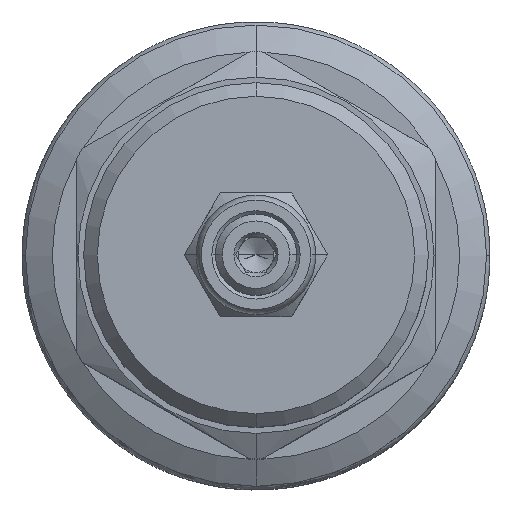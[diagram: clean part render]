
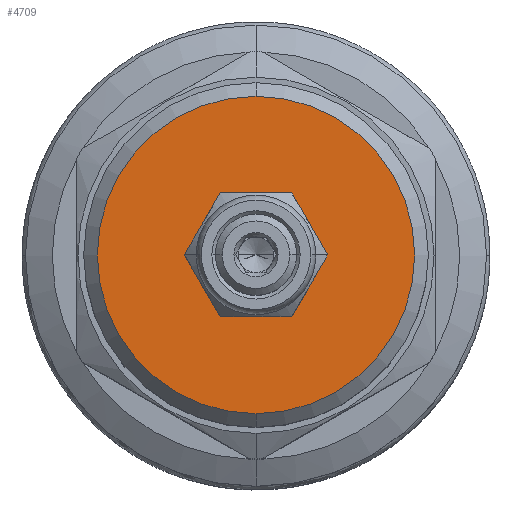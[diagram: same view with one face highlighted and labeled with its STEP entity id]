
A CAD part, top view. The second image highlights one B-rep face of the part: STEP entity #4709.
In plain terms, the highlighted planar face has unit normal (0, 0, 1).
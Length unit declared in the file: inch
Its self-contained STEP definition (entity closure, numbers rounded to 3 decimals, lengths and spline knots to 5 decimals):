
#1266=CARTESIAN_POINT('',(0.,0.,6.47));
#1267=DIRECTION('',(0.,0.,1.));
#1268=DIRECTION('',(0.,-1.,0.));
#1269=AXIS2_PLACEMENT_3D('',#1266,#1267,#1268);
#1284=CARTESIAN_POINT('',(0.,0.,6.47));
#1285=DIRECTION('',(0.,0.,1.));
#1286=DIRECTION('',(-1.,0.,0.));
#1287=AXIS2_PLACEMENT_3D('',#1284,#1285,#1286);
#1289=CARTESIAN_POINT('',(0.,0.,6.47));
#1290=DIRECTION('',(0.,0.,1.));
#1291=DIRECTION('',(1.,0.,0.));
#1292=AXIS2_PLACEMENT_3D('',#1289,#1290,#1291);
#1294=CARTESIAN_POINT('',(0.,0.,6.47));
#1295=DIRECTION('',(0.,0.,1.));
#1296=DIRECTION('',(0.,1.,0.));
#1297=AXIS2_PLACEMENT_3D('',#1294,#1295,#1296);
#2577=CARTESIAN_POINT('',(0.,0.719,6.47));
#2578=CARTESIAN_POINT('',(0.,-0.719,6.47));
#2579=VERTEX_POINT('',#2577);
#2580=VERTEX_POINT('',#2578);
#2793=CARTESIAN_POINT('',(-0.271,0.,6.47));
#2794=CARTESIAN_POINT('',(0.271,0.,6.47));
#2795=VERTEX_POINT('',#2793);
#2796=VERTEX_POINT('',#2794);
#4693=CARTESIAN_POINT('',(0.,0.,6.47));
#4694=DIRECTION('',(0.,0.,1.));
#4695=DIRECTION('',(0.,1.,0.));
#4696=AXIS2_PLACEMENT_3D('',#4693,#4694,#4695);
#4697=PLANE('',#4696);
#4698=ORIENTED_EDGE('',*,*,#4683,.F.);
#4700=ORIENTED_EDGE('',*,*,#4699,.F.);
#4701=EDGE_LOOP('',(#4698,#4700));
#4702=FACE_OUTER_BOUND('',#4701,.F.);
#4704=ORIENTED_EDGE('',*,*,#4703,.T.);
#4706=ORIENTED_EDGE('',*,*,#4705,.T.);
#4707=EDGE_LOOP('',(#4704,#4706));
#4708=FACE_BOUND('',#4707,.F.);
#4709=ADVANCED_FACE('',(#4702,#4708),#4697,.T.);
#1270=CIRCLE('',#1269,0.719);
#1288=CIRCLE('',#1287,0.271);
#1293=CIRCLE('',#1292,0.271);
#1298=CIRCLE('',#1297,0.719);
#4683=EDGE_CURVE('',#2580,#2579,#1270,.T.);
#4699=EDGE_CURVE('',#2579,#2580,#1298,.T.);
#4703=EDGE_CURVE('',#2795,#2796,#1288,.T.);
#4705=EDGE_CURVE('',#2796,#2795,#1293,.T.);
